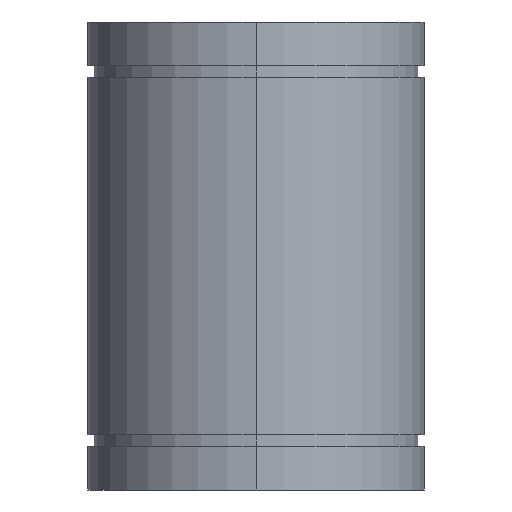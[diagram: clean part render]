
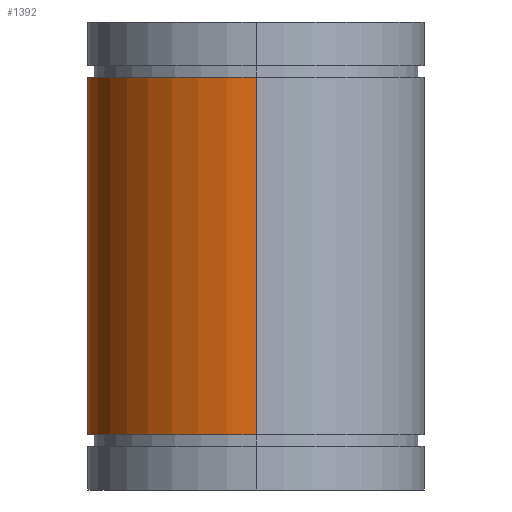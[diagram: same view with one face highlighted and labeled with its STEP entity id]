
A CAD part, left-side view. The second image highlights one B-rep face of the part: STEP entity #1392.
In plain terms, the highlighted cylindrical face has radius 45 mm (diameter 90 mm), a partial arc.
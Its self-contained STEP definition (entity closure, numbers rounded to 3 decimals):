
#22 = EDGE_CURVE ( 'NONE', #1195, #1149, #899, .T. ) ;
#131 = AXIS2_PLACEMENT_3D ( 'NONE', #1553, #1564, #1565 ) ;
#144 = AXIS2_PLACEMENT_3D ( 'NONE', #1598, #1609, #1610 ) ;
#236 = AXIS2_PLACEMENT_3D ( 'NONE', #398, #397, #396 ) ;
#396 = DIRECTION ( 'NONE',  ( 1., 0., 0. ) ) ;
#397 = DIRECTION ( 'NONE',  ( 0., 0., 1. ) ) ;
#398 = CARTESIAN_POINT ( 'NONE',  ( 0., 0., 0. ) ) ;
#480 = FACE_OUTER_BOUND ( 'NONE', #783, .T. ) ;
#483 = CYLINDRICAL_SURFACE ( 'NONE', #236, 45. ) ;
#516 = CIRCLE ( 'NONE', #131, 45. ) ;
#588 = ORIENTED_EDGE ( 'NONE', *, *, #1338, .F. ) ;
#721 = ORIENTED_EDGE ( 'NONE', *, *, #22, .F. ) ;
#783 = EDGE_LOOP ( 'NONE', ( #825, #964, #588, #721 ) ) ;
#825 = ORIENTED_EDGE ( 'NONE', *, *, #1356, .T. ) ;
#899 = LINE ( 'NONE', #1245, #943 ) ;
#943 = VECTOR ( 'NONE', #1263, 1000. ) ;
#964 = ORIENTED_EDGE ( 'NONE', *, *, #1350, .T. ) ;
#995 = LINE ( 'NONE', #1595, #1001 ) ;
#1001 = VECTOR ( 'NONE', #1596, 1000. ) ;
#1013 = CIRCLE ( 'NONE', #144, 45. ) ;
#1149 = VERTEX_POINT ( 'NONE', #1480 ) ;
#1150 = VERTEX_POINT ( 'NONE', #1481 ) ;
#1195 = VERTEX_POINT ( 'NONE', #1526 ) ;
#1203 = VERTEX_POINT ( 'NONE', #1534 ) ;
#1245 = CARTESIAN_POINT ( 'NONE',  ( 45., 0., 0. ) ) ;
#1263 = DIRECTION ( 'NONE',  ( 0., 0., 1. ) ) ;
#1338 = EDGE_CURVE ( 'NONE', #1149, #1150, #516, .T. ) ;
#1350 = EDGE_CURVE ( 'NONE', #1203, #1150, #995, .T. ) ;
#1356 = EDGE_CURVE ( 'NONE', #1195, #1203, #1013, .T. ) ;
#1392 = ADVANCED_FACE ( 'NONE', ( #480 ), #483, .T. ) ;
#1480 = CARTESIAN_POINT ( 'NONE',  ( 45., 0., -14.8 ) ) ;
#1481 = CARTESIAN_POINT ( 'NONE',  ( -45., 0., -14.8 ) ) ;
#1526 = CARTESIAN_POINT ( 'NONE',  ( 45., 0., -110.2 ) ) ;
#1534 = CARTESIAN_POINT ( 'NONE',  ( -45., 0., -110.2 ) ) ;
#1553 = CARTESIAN_POINT ( 'NONE',  ( 0., 0., -14.8 ) ) ;
#1564 = DIRECTION ( 'NONE',  ( 0., 0., 1. ) ) ;
#1565 = DIRECTION ( 'NONE',  ( 1., 0., 0. ) ) ;
#1595 = CARTESIAN_POINT ( 'NONE',  ( -45., 0., 0. ) ) ;
#1596 = DIRECTION ( 'NONE',  ( 0., 0., 1. ) ) ;
#1598 = CARTESIAN_POINT ( 'NONE',  ( 0., 0., -110.2 ) ) ;
#1609 = DIRECTION ( 'NONE',  ( 0., 0., 1. ) ) ;
#1610 = DIRECTION ( 'NONE',  ( 1., 0., 0. ) ) ;
